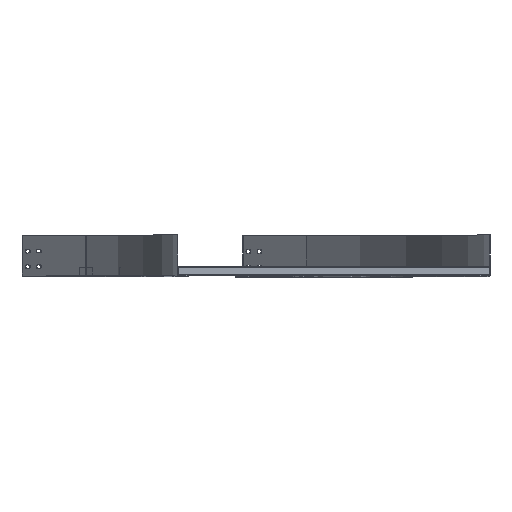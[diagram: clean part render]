
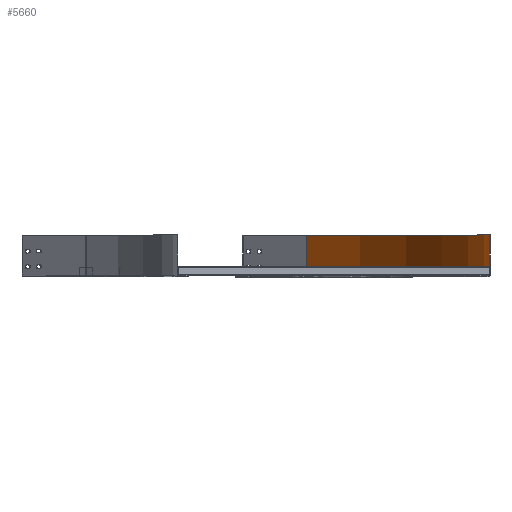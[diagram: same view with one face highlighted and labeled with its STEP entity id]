
A CAD part, top view. The second image highlights one B-rep face of the part: STEP entity #5660.
In plain terms, the highlighted cylindrical face has radius 1198.8 mm (diameter 2397.6 mm), a partial arc.
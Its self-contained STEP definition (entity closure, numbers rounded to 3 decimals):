
#1424 = VERTEX_POINT ( 'NONE', #5368 ) ;
#1425 = VERTEX_POINT ( 'NONE', #5369 ) ;
#1430 = VERTEX_POINT ( 'NONE', #5374 ) ;
#1431 = VERTEX_POINT ( 'NONE', #5375 ) ;
#1770 = EDGE_CURVE ( 'NONE', #1424, #1425, #6457, .T. ) ;
#1771 = EDGE_CURVE ( 'NONE', #1424, #1430, #6460, .T. ) ;
#1772 = EDGE_CURVE ( 'NONE', #1430, #1431, #6461, .T. ) ;
#1773 = EDGE_CURVE ( 'NONE', #1425, #1431, #6464, .T. ) ;
#2827 = DIRECTION ( 'NONE',  ( 0., 1., 0. ) ) ;
#2832 = CARTESIAN_POINT ( 'NONE',  ( 247.68, -41.13, -1020.68 ) ) ;
#2836 = DIRECTION ( 'NONE',  ( 0., 1., 0. ) ) ;
#2837 = CARTESIAN_POINT ( 'NONE',  ( 598.8, -41.13, -173. ) ) ;
#2838 = CARTESIAN_POINT ( 'NONE',  ( -600., -41.13, -173. ) ) ;
#2839 = DIRECTION ( 'NONE',  ( 0., -1., 0. ) ) ;
#2840 = DIRECTION ( 'NONE',  ( 0.707, 0., 0.707 ) ) ;
#2842 = CARTESIAN_POINT ( 'NONE',  ( -600., 37.07, -173. ) ) ;
#2843 = DIRECTION ( 'NONE',  ( 0., -1., 0. ) ) ;
#2844 = DIRECTION ( 'NONE',  ( 0.707, 0., 0.707 ) ) ;
#3052 = AXIS2_PLACEMENT_3D ( 'NONE', #5056, #5054, #5049 ) ;
#4017 = FACE_OUTER_BOUND ( 'NONE', #7338, .T. ) ;
#4021 = CYLINDRICAL_SURFACE ( 'NONE', #3052, 1198.8 ) ;
#5049 = DIRECTION ( 'NONE',  ( 0.707, 0., 0.707 ) ) ;
#5054 = DIRECTION ( 'NONE',  ( 0., -1., 0. ) ) ;
#5056 = CARTESIAN_POINT ( 'NONE',  ( -600., 0., -173. ) ) ;
#5368 = CARTESIAN_POINT ( 'NONE',  ( 247.68, -41.13, -1020.68 ) ) ;
#5369 = CARTESIAN_POINT ( 'NONE',  ( 247.68, 37.07, -1020.68 ) ) ;
#5374 = CARTESIAN_POINT ( 'NONE',  ( 598.8, -41.13, -173. ) ) ;
#5375 = CARTESIAN_POINT ( 'NONE',  ( 598.8, 37.07, -173. ) ) ;
#5660 = ADVANCED_FACE ( 'NONE', ( #4017 ), #4021, .F. ) ;
#6217 = ORIENTED_EDGE ( 'NONE', *, *, #1773, .F. ) ;
#6218 = ORIENTED_EDGE ( 'NONE', *, *, #1772, .T. ) ;
#6219 = ORIENTED_EDGE ( 'NONE', *, *, #1771, .T. ) ;
#6220 = ORIENTED_EDGE ( 'NONE', *, *, #1770, .F. ) ;
#6457 = LINE ( 'NONE', #2832, #6462 ) ;
#6460 = CIRCLE ( 'NONE', #6669, 1198.8 ) ;
#6461 = LINE ( 'NONE', #2837, #6465 ) ;
#6462 = VECTOR ( 'NONE', #2827, 1000. ) ;
#6464 = CIRCLE ( 'NONE', #6670, 1198.8 ) ;
#6465 = VECTOR ( 'NONE', #2836, 1000. ) ;
#6669 = AXIS2_PLACEMENT_3D ( 'NONE', #2838, #2839, #2840 ) ;
#6670 = AXIS2_PLACEMENT_3D ( 'NONE', #2842, #2843, #2844 ) ;
#7338 = EDGE_LOOP ( 'NONE', ( #6220, #6219, #6218, #6217 ) ) ;
